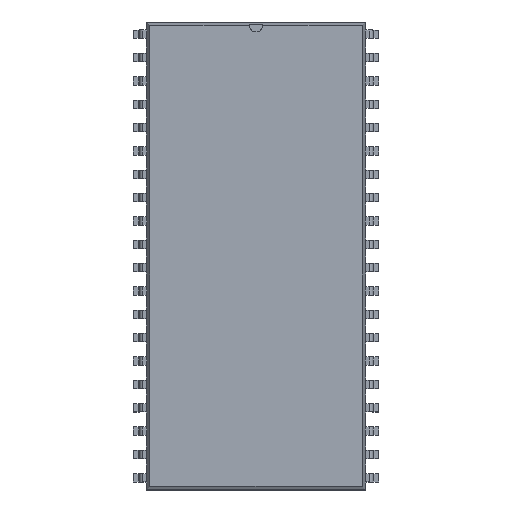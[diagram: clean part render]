
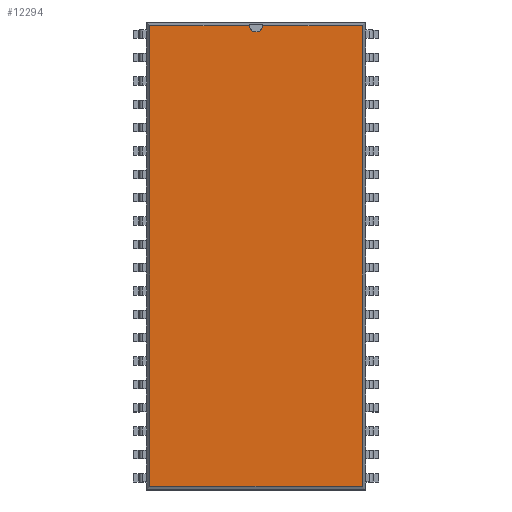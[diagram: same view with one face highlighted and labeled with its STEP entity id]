
A CAD part, top view. The second image highlights one B-rep face of the part: STEP entity #12294.
In plain terms, the highlighted planar face has unit normal (0, 0, 1).
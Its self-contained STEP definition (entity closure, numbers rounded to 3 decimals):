
#27=VECTOR('',#28,1.);
#28=DIRECTION('',(0.,1.,0.));
#34=VECTOR('',#35,1.);
#35=DIRECTION('',(-1.,0.,0.));
#41=VECTOR('',#42,1.);
#42=DIRECTION('',(0.,-1.,0.));
#46=VECTOR('',#47,1.);
#47=DIRECTION('',(1.,0.,0.));
#50=DIRECTION('',(0.,0.,-1.));
#2173=DIRECTION('',(0.,0.,-1.));
#8226=VERTEX_POINT('',#8227);
#8227=CARTESIAN_POINT('',(11.551,25.061,3.68));
#8229=ORIENTED_EDGE('',*,*,#8230,.F.);
#8230=EDGE_CURVE('',#8231,#8226,#8233,.T.);
#8231=VERTEX_POINT('',#8232);
#8232=CARTESIAN_POINT('',(11.551,-25.061,3.68));
#8233=LINE('',#8232,#27);
#10207=VERTEX_POINT('',#10208);
#10208=CARTESIAN_POINT('',(-11.551,25.061,3.68));
#10210=ORIENTED_EDGE('',*,*,#10211,.F.);
#10211=EDGE_CURVE('',#10212,#10207,#10214,.T.);
#10212=VERTEX_POINT('',#10213);
#10213=CARTESIAN_POINT('',(-0.746,25.061,3.68));
#10214=LINE('',#8227,#34);
#10236=VERTEX_POINT('',#10237);
#10237=CARTESIAN_POINT('',(0.746,25.061,3.68));
#10246=ORIENTED_EDGE('',*,*,#10247,.F.);
#10247=EDGE_CURVE('',#8226,#10236,#10214,.T.);
#10315=VERTEX_POINT('',#10316);
#10316=CARTESIAN_POINT('',(-11.551,-25.061,3.68));
#10318=ORIENTED_EDGE('',*,*,#10319,.F.);
#10319=EDGE_CURVE('',#10207,#10315,#10320,.T.);
#10320=LINE('',#10208,#41);
#12289=ORIENTED_EDGE('',*,*,#12290,.F.);
#12290=EDGE_CURVE('',#10315,#8231,#12291,.T.);
#12291=LINE('',#10316,#46);
#12294=ADVANCED_FACE('',(#12295),#12306,.F.);
#12295=FACE_BOUND('',#12296,.F.);
#12296=EDGE_LOOP('',(#8229,#12289,#10318,#10210,#12297,#12304,#10246));
#12297=ORIENTED_EDGE('',*,*,#12298,.F.);
#12298=EDGE_CURVE('',#12299,#10212,#12301,.T.);
#12299=VERTEX_POINT('',#12300);
#12300=CARTESIAN_POINT('',(0.,24.386,3.68));
#12301=CIRCLE('',#12302,0.75);
#12302=AXIS2_PLACEMENT_3D('',#12303,#2173,#42);
#12303=CARTESIAN_POINT('',(0.,25.136,3.68));
#12304=ORIENTED_EDGE('',*,*,#12305,.F.);
#12305=EDGE_CURVE('',#10236,#12299,#12301,.T.);
#12306=PLANE('',#12307);
#12307=AXIS2_PLACEMENT_3D('',#8232,#50,#12308);
#12308=DIRECTION('',(-0.419,0.908,0.));
